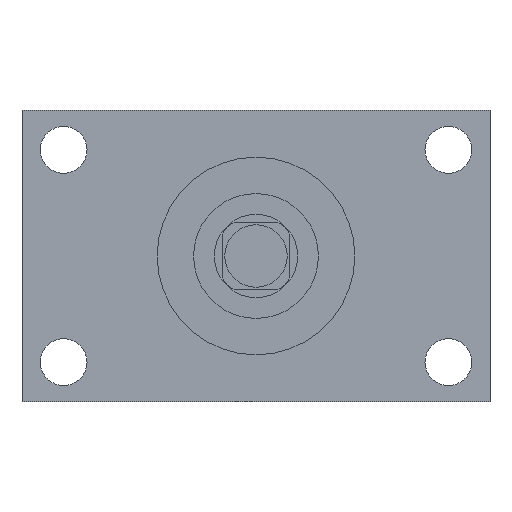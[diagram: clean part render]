
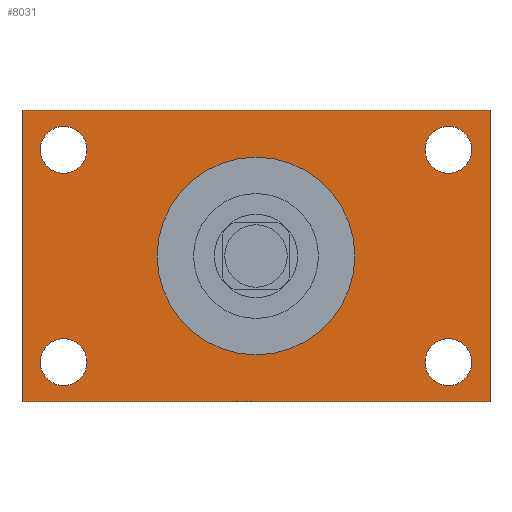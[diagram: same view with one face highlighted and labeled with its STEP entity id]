
A CAD part, front view. The second image highlights one B-rep face of the part: STEP entity #8031.
In plain terms, the highlighted face is planar.
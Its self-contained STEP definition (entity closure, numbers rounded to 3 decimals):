
#451=EDGE_CURVE('',#457,#457,#452,.T.);
#452=CIRCLE('',#453,30.163);
#453=AXIS2_PLACEMENT_3D('',#454,#455,#456);
#454=CARTESIAN_POINT('',(0.,34.925,0.));
#455=DIRECTION('',(0.,1.,0.));
#456=DIRECTION('',(1.,0.,0.));
#457=VERTEX_POINT('',#458);
#458=CARTESIAN_POINT('',(30.163,34.925,0.));
#658=EDGE_CURVE('',#664,#664,#659,.T.);
#659=CIRCLE('',#660,7.15);
#660=AXIS2_PLACEMENT_3D('',#661,#662,#663);
#661=CARTESIAN_POINT('',(-58.738,34.925,32.385));
#662=DIRECTION('',(0.,1.,0.));
#663=DIRECTION('',(0.,0.,1.));
#664=VERTEX_POINT('',#665);
#665=CARTESIAN_POINT('',(-58.738,34.925,39.535));
#685=EDGE_CURVE('',#691,#691,#686,.T.);
#686=CIRCLE('',#687,7.15);
#687=AXIS2_PLACEMENT_3D('',#688,#689,#690);
#688=CARTESIAN_POINT('',(58.738,34.925,32.385));
#689=DIRECTION('',(0.,1.,0.));
#690=DIRECTION('',(0.,0.,1.));
#691=VERTEX_POINT('',#692);
#692=CARTESIAN_POINT('',(58.738,34.925,39.535));
#712=EDGE_CURVE('',#718,#718,#713,.T.);
#713=CIRCLE('',#714,7.15);
#714=AXIS2_PLACEMENT_3D('',#715,#716,#717);
#715=CARTESIAN_POINT('',(58.738,34.925,-32.385));
#716=DIRECTION('',(0.,1.,0.));
#717=DIRECTION('',(0.,0.,1.));
#718=VERTEX_POINT('',#719);
#719=CARTESIAN_POINT('',(58.738,34.925,-25.235));
#739=EDGE_CURVE('',#745,#745,#740,.T.);
#740=CIRCLE('',#741,7.15);
#741=AXIS2_PLACEMENT_3D('',#742,#743,#744);
#742=CARTESIAN_POINT('',(-58.738,34.925,-32.385));
#743=DIRECTION('',(0.,1.,0.));
#744=DIRECTION('',(0.,0.,1.));
#745=VERTEX_POINT('',#746);
#746=CARTESIAN_POINT('',(-58.738,34.925,-25.235));
#752=FACE_OUTER_BOUND('',#758,.T.);
#753=FACE_BOUND('',#759,.T.);
#754=FACE_BOUND('',#760,.T.);
#755=FACE_BOUND('',#761,.T.);
#756=FACE_BOUND('',#762,.T.);
#757=FACE_BOUND('',#763,.T.);
#758=EDGE_LOOP('',(#764));
#759=EDGE_LOOP('',(#765));
#760=EDGE_LOOP('',(#766));
#761=EDGE_LOOP('',(#767));
#762=EDGE_LOOP('',(#768));
#763=EDGE_LOOP('',(#769,#770,#771,#772));
#764=ORIENTED_EDGE('',*,*,#451,.T.);
#765=ORIENTED_EDGE('',*,*,#658,.T.);
#766=ORIENTED_EDGE('',*,*,#685,.T.);
#767=ORIENTED_EDGE('',*,*,#712,.T.);
#768=ORIENTED_EDGE('',*,*,#739,.T.);
#769=ORIENTED_EDGE('',*,*,#773,.T.);
#770=ORIENTED_EDGE('',*,*,#782,.T.);
#771=ORIENTED_EDGE('',*,*,#789,.T.);
#772=ORIENTED_EDGE('',*,*,#796,.T.);
#773=EDGE_CURVE('',#778,#779,#774,.T.);
#774=LINE('',#775,#776);
#775=CARTESIAN_POINT('',(-71.438,34.925,-44.45));
#776=VECTOR('',#777,1.);
#777=DIRECTION('',(1.,0.,0.));
#778=VERTEX_POINT('',#780);
#779=VERTEX_POINT('',#781);
#780=CARTESIAN_POINT('',(-71.438,34.925,-44.45));
#781=CARTESIAN_POINT('',(71.438,34.925,-44.45));
#782=EDGE_CURVE('',#779,#787,#783,.T.);
#783=LINE('',#784,#785);
#784=CARTESIAN_POINT('',(71.438,34.925,-44.45));
#785=VECTOR('',#786,1.);
#786=DIRECTION('',(0.,0.,1.));
#787=VERTEX_POINT('',#788);
#788=CARTESIAN_POINT('',(71.438,34.925,44.45));
#789=EDGE_CURVE('',#787,#794,#790,.T.);
#790=LINE('',#791,#792);
#791=CARTESIAN_POINT('',(71.438,34.925,44.45));
#792=VECTOR('',#793,1.);
#793=DIRECTION('',(-1.,0.,0.));
#794=VERTEX_POINT('',#795);
#795=CARTESIAN_POINT('',(-71.438,34.925,44.45));
#796=EDGE_CURVE('',#794,#778,#797,.T.);
#797=LINE('',#798,#799);
#798=CARTESIAN_POINT('',(-71.438,34.925,44.45));
#799=VECTOR('',#800,1.);
#800=DIRECTION('',(0.,0.,-1.));
#801=PLANE('',#802);
#802=AXIS2_PLACEMENT_3D('',#803,#804,#805);
#803=CARTESIAN_POINT('',(-71.438,34.925,-44.45));
#804=DIRECTION('',(0.,1.,0.));
#805=DIRECTION('',(0.,0.,1.));
#8031=ADVANCED_FACE('',(#752,#753,#754,#755,#756,#757),#801,.F.);
